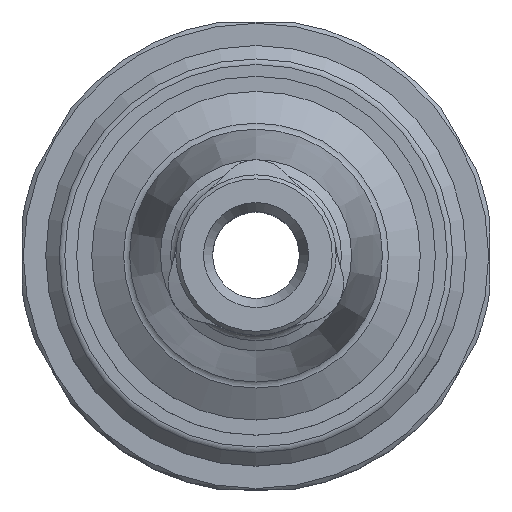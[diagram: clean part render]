
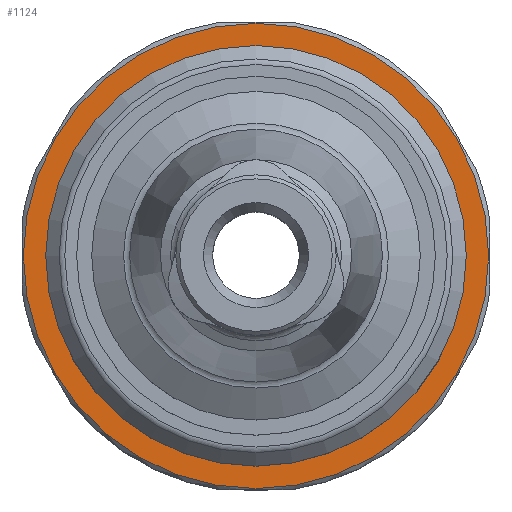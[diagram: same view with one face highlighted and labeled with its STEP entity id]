
A CAD part, top view. The second image highlights one B-rep face of the part: STEP entity #1124.
In plain terms, the highlighted planar face has unit normal (0, 0, 1).
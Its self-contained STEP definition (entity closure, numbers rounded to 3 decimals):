
#154=PLANE('',#1254);
#302=ORIENTED_EDGE('',*,*,#524,.T.);
#303=ORIENTED_EDGE('',*,*,#525,.F.);
#524=EDGE_CURVE('',#650,#650,#742,.T.);
#525=EDGE_CURVE('',#651,#651,#743,.T.);
#650=VERTEX_POINT('',#1935);
#651=VERTEX_POINT('',#1938);
#742=CIRCLE('',#1253,15.65);
#743=CIRCLE('',#1255,17.7);
#844=EDGE_LOOP('',(#302));
#845=EDGE_LOOP('',(#303));
#978=FACE_BOUND('',#844,.T.);
#979=FACE_BOUND('',#845,.T.);
#1124=ADVANCED_FACE('',(#978,#979),#154,.F.);
#1253=AXIS2_PLACEMENT_3D('',#1934,#1497,#1498);
#1254=AXIS2_PLACEMENT_3D('',#1936,#1499,#1500);
#1255=AXIS2_PLACEMENT_3D('',#1937,#1501,#1502);
#1497=DIRECTION('',(0.,0.,-1.));
#1498=DIRECTION('',(0.,1.,0.));
#1499=DIRECTION('',(0.,0.,-1.));
#1500=DIRECTION('',(0.,1.,0.));
#1501=DIRECTION('',(0.,0.,-1.));
#1502=DIRECTION('',(0.,1.,0.));
#1934=CARTESIAN_POINT('',(0.,0.,-1.));
#1935=CARTESIAN_POINT('',(0.,15.65,-1.));
#1936=CARTESIAN_POINT('',(0.,15.65,-1.));
#1937=CARTESIAN_POINT('',(0.,0.,-1.));
#1938=CARTESIAN_POINT('',(0.,17.7,-1.));
